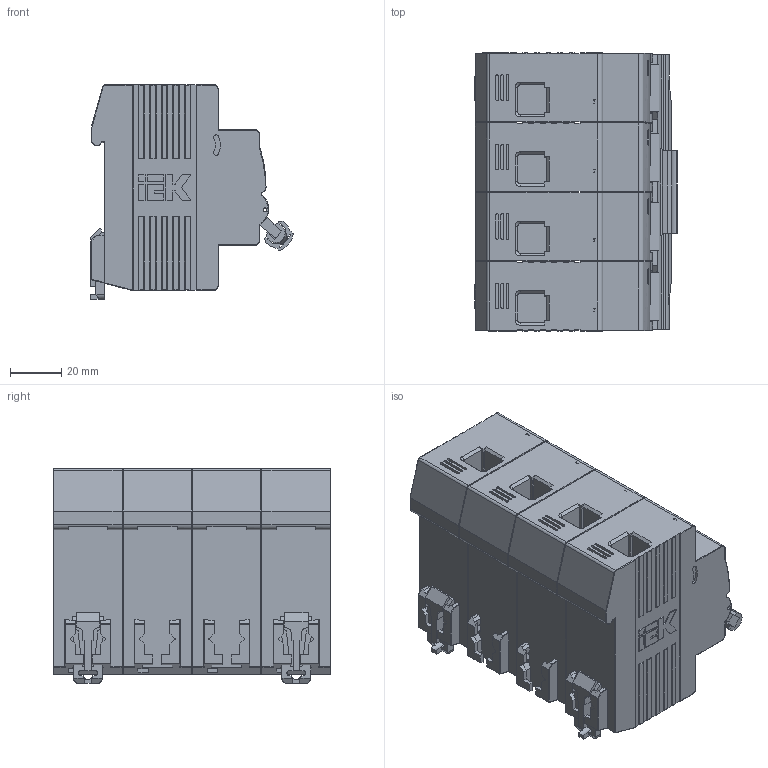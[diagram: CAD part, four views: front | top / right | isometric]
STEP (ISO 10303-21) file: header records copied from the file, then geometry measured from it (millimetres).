
FILE_DESCRIPTION (( 'STEP AP214' ), '1' );
FILE_NAME ('MVA40-4-006-C.STEP', '2025-02-06T10:46:40', ( '' ), ( '' ), 'SwSTEP 2.0', 'SolidWorks 2022', '' );
FILE_SCHEMA (( 'AUTOMOTIVE_DESIGN' ));
Length unit declared in the file: millimetre
Products named in the file (1): MVA40-4-006-C
Bounding box: 78.87 x 108 x 83.5 mm (x, y, z)
Volume: 464762.5 mm3; surface area: 87369.8 mm2
Topology: 6 solids, 46 shells, 2609 faces, 6828 edges, 4358 vertices
Faces by surface type: plane 1570, cylinder 733, bspline 110, torus 72, cone 64, sphere 60
Entity records: 83290 total; most frequent: CARTESIAN_POINT 20047, ORIENTED_EDGE 13512, DIRECTION 12632, EDGE_CURVE 6756, LINE 4824, VECTOR 4824, VERTEX_POINT 4358, AXIS2_PLACEMENT_3D 3904
